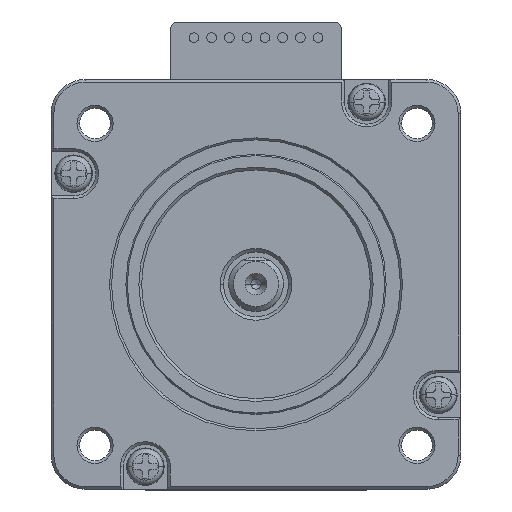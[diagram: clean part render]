
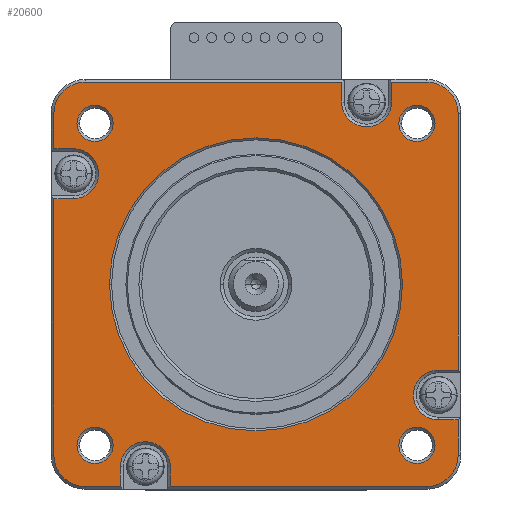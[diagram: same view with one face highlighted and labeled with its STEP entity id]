
A CAD part, top view. The second image highlights one B-rep face of the part: STEP entity #20600.
In plain terms, the highlighted planar face has unit normal (0, 0, 1).
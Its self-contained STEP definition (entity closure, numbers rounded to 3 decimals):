
#13850=CARTESIAN_POINT('',(26.7,-19.85,0.));
#13860=VERTEX_POINT('',#13850);
#13890=CARTESIAN_POINT('',(26.7,-16.2,0.));
#13900=DIRECTION('',(-0.,-0.,-1.));
#13910=DIRECTION('',(1.,0.,0.));
#13920=AXIS2_PLACEMENT_3D('',#13890,#13900,#13910);
#13930=CIRCLE('',#13920,3.65);
#13940=CARTESIAN_POINT('',(26.7,-12.55,0.));
#13950=VERTEX_POINT('',#13940);
#13960=EDGE_CURVE('',#13860,#13950,#13930,.T.);
#14240=CARTESIAN_POINT('',(29.6,-19.85,0.));
#14250=VERTEX_POINT('',#14240);
#14280=CARTESIAN_POINT('',(0.,-19.85,0.));
#14290=DIRECTION('',(1.,0.,-0.));
#14300=VECTOR('',#14290,1.);
#14310=LINE('',#14280,#14300);
#14320=EDGE_CURVE('',#13860,#14250,#14310,.T.);
#16620=CARTESIAN_POINT('',(29.6,-12.55,0.));
#16630=VERTEX_POINT('',#16620);
#16660=CARTESIAN_POINT('',(29.6,0.,0.));
#16670=DIRECTION('',(0.,1.,-0.));
#16680=VECTOR('',#16670,1.);
#16690=LINE('',#16660,#16680);
#16700=CARTESIAN_POINT('',(29.6,25.,
0.));
#16710=VERTEX_POINT('',#16700);
#16720=EDGE_CURVE('',#16630,#16710,#16690,.T.);
#17000=CARTESIAN_POINT('',(29.6,-25.,0.));
#17010=VERTEX_POINT('',#17000);
#17040=CARTESIAN_POINT('',(29.6,0.,0.));
#17050=DIRECTION('',(0.,1.,-0.));
#17060=VECTOR('',#17050,1.);
#17070=LINE('',#17040,#17060);
#17080=EDGE_CURVE('',#17010,#14250,#17070,.T.);
#17990=CARTESIAN_POINT('',(0.,-12.55,0.));
#18000=DIRECTION('',(-1.,0.,0.));
#18010=VECTOR('',#18000,1.);
#18020=LINE('',#17990,#18010);
#18030=EDGE_CURVE('',#16630,#13950,#18020,.T.);
#18160=CARTESIAN_POINT('',(-29.6,-29.6,0.));
#18170=DIRECTION('',(0.,0.,1.));
#18180=DIRECTION('',(1.,0.,-0.));
#18190=AXIS2_PLACEMENT_3D('',#18160,#18170,#18180);
#18200=PLANE('',#18190);
#18210=CARTESIAN_POINT('',(12.55,0.,0.));
#18220=DIRECTION('',(0.,-1.,-0.));
#18230=VECTOR('',#18220,1.);
#18240=LINE('',#18210,#18230);
#18250=CARTESIAN_POINT('',(12.55,29.6,0.));
#18260=VERTEX_POINT('',#18250);
#18270=CARTESIAN_POINT('',(12.55,26.7,0.));
#18280=VERTEX_POINT('',#18270);
#18290=EDGE_CURVE('',#18260,#18280,#18240,.T.);
#18300=ORIENTED_EDGE('',*,*,#18290,.F.);
#18310=CARTESIAN_POINT('',(16.2,26.7,0.));
#18320=DIRECTION('',(-0.,-0.,-1.));
#18330=DIRECTION('',(1.,0.,0.));
#18340=AXIS2_PLACEMENT_3D('',#18310,#18320,#18330);
#18350=CIRCLE('',#18340,3.65);
#18360=CARTESIAN_POINT('',(19.85,26.7,0.));
#18370=VERTEX_POINT('',#18360);
#18380=EDGE_CURVE('',#18370,#18280,#18350,.T.);
#18390=ORIENTED_EDGE('',*,*,#18380,.T.);
#18400=CARTESIAN_POINT('',(19.85,0.,-0.));
#18410=DIRECTION('',(0.,1.,-0.));
#18420=VECTOR('',#18410,1.);
#18430=LINE('',#18400,#18420);
#18440=CARTESIAN_POINT('',(19.85,29.6,0.));
#18450=VERTEX_POINT('',#18440);
#18460=EDGE_CURVE('',#18370,#18450,#18430,.T.);
#18470=ORIENTED_EDGE('',*,*,#18460,.F.);
#18480=CARTESIAN_POINT('',(0.,29.6,0.));
#18490=DIRECTION('',(-1.,-0.,-0.));
#18500=VECTOR('',#18490,1.);
#18510=LINE('',#18480,#18500);
#18520=CARTESIAN_POINT('',(25.,29.6,0.));
#18530=VERTEX_POINT('',#18520);
#18540=EDGE_CURVE('',#18530,#18450,#18510,.T.);
#18550=ORIENTED_EDGE('',*,*,#18540,.T.);
#18560=CARTESIAN_POINT('',(25.,25.,0.));
#18570=DIRECTION('',(-0.,-0.,1.));
#18580=DIRECTION('',(-1.,0.,-0.));
#18590=AXIS2_PLACEMENT_3D('',#18560,#18570,#18580);
#18600=CIRCLE('',#18590,4.6);
#18610=EDGE_CURVE('',#16710,#18530,#18600,.T.);
#18620=ORIENTED_EDGE('',*,*,#18610,.T.);
#18630=ORIENTED_EDGE('',*,*,#16720,.T.);
#18640=ORIENTED_EDGE('',*,*,#18030,.F.);
#18650=ORIENTED_EDGE('',*,*,#13960,.T.);
#18660=ORIENTED_EDGE('',*,*,#14320,.F.);
#18670=ORIENTED_EDGE('',*,*,#17080,.T.);
#18680=CARTESIAN_POINT('',(25.,-25.,0.));
#18690=DIRECTION('',(-0.,-0.,1.));
#18700=DIRECTION('',(-1.,0.,-0.));
#18710=AXIS2_PLACEMENT_3D('',#18680,#18690,#18700);
#18720=CIRCLE('',#18710,4.6);
#18730=CARTESIAN_POINT('',(25.,-29.6,0.));
#18740=VERTEX_POINT('',#18730);
#18750=EDGE_CURVE('',#18740,#17010,#18720,.T.);
#18760=ORIENTED_EDGE('',*,*,#18750,.T.);
#18770=CARTESIAN_POINT('',(0.,-29.6,0.));
#18780=DIRECTION('',(1.,-0.,-0.));
#18790=VECTOR('',#18780,1.);
#18800=LINE('',#18770,#18790);
#18810=CARTESIAN_POINT('',(-12.55,-29.6,0.));
#18820=VERTEX_POINT('',#18810);
#18830=EDGE_CURVE('',#18820,#18740,#18800,.T.);
#18840=ORIENTED_EDGE('',*,*,#18830,.T.);
#18850=CARTESIAN_POINT('',(-12.55,0.,0.));
#18860=DIRECTION('',(0.,1.,-0.));
#18870=VECTOR('',#18860,1.);
#18880=LINE('',#18850,#18870);
#18890=CARTESIAN_POINT('',(-12.55,-26.7,
0.));
#18900=VERTEX_POINT('',#18890);
#18910=EDGE_CURVE('',#18820,#18900,#18880,.T.);
#18920=ORIENTED_EDGE('',*,*,#18910,.F.);
#18930=CARTESIAN_POINT('',(-16.2,-26.7,0.));
#18940=DIRECTION('',(-0.,-0.,-1.));
#18950=DIRECTION('',(1.,0.,0.));
#18960=AXIS2_PLACEMENT_3D('',#18930,#18940,#18950);
#18970=CIRCLE('',#18960,3.65);
#18980=CARTESIAN_POINT('',(-19.85,-26.7,0.));
#18990=VERTEX_POINT('',#18980);
#19000=EDGE_CURVE('',#18990,#18900,#18970,.T.);
#19010=ORIENTED_EDGE('',*,*,#19000,.T.);
#19020=CARTESIAN_POINT('',(-19.85,0.,0.));
#19030=DIRECTION('',(0.,-1.,-0.));
#19040=VECTOR('',#19030,1.);
#19050=LINE('',#19020,#19040);
#19060=CARTESIAN_POINT('',(-19.85,-29.6,0.));
#19070=VERTEX_POINT('',#19060);
#19080=EDGE_CURVE('',#18990,#19070,#19050,.T.);
#19090=ORIENTED_EDGE('',*,*,#19080,.F.);
#19100=CARTESIAN_POINT('',(0.,-29.6,0.));
#19110=DIRECTION('',(1.,-0.,-0.));
#19120=VECTOR('',#19110,1.);
#19130=LINE('',#19100,#19120);
#19140=CARTESIAN_POINT('',(-25.,-29.6,0.));
#19150=VERTEX_POINT('',#19140);
#19160=EDGE_CURVE('',#19150,#19070,#19130,.T.);
#19170=ORIENTED_EDGE('',*,*,#19160,.T.);
#19180=CARTESIAN_POINT('',(-25.,-25.,0.));
#19190=DIRECTION('',(-0.,-0.,1.));
#19200=DIRECTION('',(-1.,0.,-0.));
#19210=AXIS2_PLACEMENT_3D('',#19180,#19190,#19200);
#19220=CIRCLE('',#19210,4.6);
#19230=CARTESIAN_POINT('',(-29.6,-25.,0.));
#19240=VERTEX_POINT('',#19230);
#19250=EDGE_CURVE('',#19240,#19150,#19220,.T.);
#19260=ORIENTED_EDGE('',*,*,#19250,.T.);
#19270=CARTESIAN_POINT('',(-29.6,0.,0.));
#19280=DIRECTION('',(0.,-1.,-0.));
#19290=VECTOR('',#19280,1.);
#19300=LINE('',#19270,#19290);
#19310=CARTESIAN_POINT('',(-29.6,12.55,0.));
#19320=VERTEX_POINT('',#19310);
#19330=EDGE_CURVE('',#19320,#19240,#19300,.T.);
#19340=ORIENTED_EDGE('',*,*,#19330,.T.);
#19350=CARTESIAN_POINT('',(0.,12.55,-0.));
#19360=DIRECTION('',(1.,-0.,-0.));
#19370=VECTOR('',#19360,1.);
#19380=LINE('',#19350,#19370);
#19390=CARTESIAN_POINT('',(-26.7,12.55,0.))
;
#19400=VERTEX_POINT('',#19390);
#19410=EDGE_CURVE('',#19320,#19400,#19380,.T.);
#19420=ORIENTED_EDGE('',*,*,#19410,.F.);
#19430=CARTESIAN_POINT('',(-26.7,16.2,0.));
#19440=DIRECTION('',(-0.,-0.,-1.));
#19450=DIRECTION('',(1.,0.,0.));
#19460=AXIS2_PLACEMENT_3D('',#19430,#19440,#19450);
#19470=CIRCLE('',#19460,3.65);
#19480=CARTESIAN_POINT('',(-26.7,19.85,0.));
#19490=VERTEX_POINT('',#19480);
#19500=EDGE_CURVE('',#19490,#19400,#19470,.T.);
#19510=ORIENTED_EDGE('',*,*,#19500,.T.);
#19520=CARTESIAN_POINT('',(0.,19.85,0.));
#19530=DIRECTION('',(-1.,-0.,-0.));
#19540=VECTOR('',#19530,1.);
#19550=LINE('',#19520,#19540);
#19560=CARTESIAN_POINT('',(-29.6,19.85,0.));
#19570=VERTEX_POINT('',#19560);
#19580=EDGE_CURVE('',#19490,#19570,#19550,.T.);
#19590=ORIENTED_EDGE('',*,*,#19580,.F.);
#19600=CARTESIAN_POINT('',(-29.6,0.,0.));
#19610=DIRECTION('',(0.,-1.,-0.));
#19620=VECTOR('',#19610,1.);
#19630=LINE('',#19600,#19620);
#19640=CARTESIAN_POINT('',(-29.6,25.,0.));
#19650=VERTEX_POINT('',#19640);
#19660=EDGE_CURVE('',#19650,#19570,#19630,.T.);
#19670=ORIENTED_EDGE('',*,*,#19660,.T.);
#19680=CARTESIAN_POINT('',(-25.,25.,0.));
#19690=DIRECTION('',(-0.,-0.,1.));
#19700=DIRECTION('',(-1.,0.,-0.));
#19710=AXIS2_PLACEMENT_3D('',#19680,#19690,#19700);
#19720=CIRCLE('',#19710,4.6);
#19730=CARTESIAN_POINT('',(-25.,29.6,0.));
#19740=VERTEX_POINT('',#19730);
#19750=EDGE_CURVE('',#19740,#19650,#19720,.T.);
#19760=ORIENTED_EDGE('',*,*,#19750,.T.);
#19770=CARTESIAN_POINT('',(0.,29.6,0.));
#19780=DIRECTION('',(-1.,-0.,-0.));
#19790=VECTOR('',#19780,1.);
#19800=LINE('',#19770,#19790);
#19810=EDGE_CURVE('',#18260,#19740,#19800,.T.);
#19820=ORIENTED_EDGE('',*,*,#19810,.T.);
#19830=EDGE_LOOP('',(#19820,#19760,#19670,#19590,#19510,#19420,#19340,
#19260,#19170,#19090,#19010,#18920,#18840,#18760,#18670,#18660,#18650,
#18640,#18630,#18620,#18550,#18470,#18390,#18300));
#19840=FACE_OUTER_BOUND('',#19830,.T.);
#19850=CARTESIAN_POINT('',(0.,0.,
0.));
#19860=DIRECTION('',(-0.,-0.,-1.));
#19870=DIRECTION('',(1.,0.,0.));
#19880=AXIS2_PLACEMENT_3D('',#19850,#19860,#19870);
#19890=CIRCLE('',#19880,21.45);
#19900=CARTESIAN_POINT('',(-21.45,0.,0.));
#19910=VERTEX_POINT('',#19900);
#19920=CARTESIAN_POINT('',(21.45,0.,
0.));
#19930=VERTEX_POINT('',#19920);
#19940=EDGE_CURVE('',#19910,#19930,#19890,.T.);
#19950=ORIENTED_EDGE('',*,*,#19940,.T.);
#19960=EDGE_CURVE('',#19930,#19910,#19890,.T.);
#19970=ORIENTED_EDGE('',*,*,#19960,.T.);
#19980=EDGE_LOOP('',(#19970,#19950));
#19990=FACE_BOUND('',#19980,.T.);
#20000=CARTESIAN_POINT('',(-23.57,-23.57,0.));
#20010=DIRECTION('',(-0.,-0.,-1.));
#20020=DIRECTION('',(1.,0.,0.));
#20030=AXIS2_PLACEMENT_3D('',#20000,#20010,#20020);
#20040=CIRCLE('',#20030,2.65);
#20050=CARTESIAN_POINT('',(-26.22,-23.57,0.));
#20060=VERTEX_POINT('',#20050);
#20070=CARTESIAN_POINT('',(-20.92,-23.57,0.));
#20080=VERTEX_POINT('',#20070);
#20090=EDGE_CURVE('',#20060,#20080,#20040,.T.);
#20100=ORIENTED_EDGE('',*,*,#20090,.T.);
#20110=EDGE_CURVE('',#20080,#20060,#20040,.T.);
#20120=ORIENTED_EDGE('',*,*,#20110,.T.);
#20130=EDGE_LOOP('',(#20120,#20100));
#20140=FACE_BOUND('',#20130,.T.);
#20150=CARTESIAN_POINT('',(23.57,-23.57,0.));
#20160=DIRECTION('',(-0.,-0.,-1.));
#20170=DIRECTION('',(1.,0.,0.));
#20180=AXIS2_PLACEMENT_3D('',#20150,#20160,#20170);
#20190=CIRCLE('',#20180,2.65);
#20200=CARTESIAN_POINT('',(26.22,-23.57,0.));
#20210=VERTEX_POINT('',#20200);
#20220=CARTESIAN_POINT('',(20.92,-23.57,0.));
#20230=VERTEX_POINT('',#20220);
#20240=EDGE_CURVE('',#20210,#20230,#20190,.T.);
#20250=ORIENTED_EDGE('',*,*,#20240,.T.);
#20260=EDGE_CURVE('',#20230,#20210,#20190,.T.);
#20270=ORIENTED_EDGE('',*,*,#20260,.T.);
#20280=EDGE_LOOP('',(#20270,#20250));
#20290=FACE_BOUND('',#20280,.T.);
#20300=CARTESIAN_POINT('',(23.57,23.57,0.));
#20310=DIRECTION('',(-0.,-0.,-1.));
#20320=DIRECTION('',(1.,0.,0.));
#20330=AXIS2_PLACEMENT_3D('',#20300,#20310,#20320);
#20340=CIRCLE('',#20330,2.65);
#20350=CARTESIAN_POINT('',(20.92,23.57,0.));
#20360=VERTEX_POINT('',#20350);
#20370=CARTESIAN_POINT('',(26.22,23.57,0.));
#20380=VERTEX_POINT('',#20370);
#20390=EDGE_CURVE('',#20360,#20380,#20340,.T.);
#20400=ORIENTED_EDGE('',*,*,#20390,.T.);
#20410=EDGE_CURVE('',#20380,#20360,#20340,.T.);
#20420=ORIENTED_EDGE('',*,*,#20410,.T.);
#20430=EDGE_LOOP('',(#20420,#20400));
#20440=FACE_BOUND('',#20430,.T.);
#20450=CARTESIAN_POINT('',(-23.57,23.57,0.));
#20460=DIRECTION('',(-0.,-0.,-1.));
#20470=DIRECTION('',(1.,0.,0.));
#20480=AXIS2_PLACEMENT_3D('',#20450,#20460,#20470);
#20490=CIRCLE('',#20480,2.65);
#20500=CARTESIAN_POINT('',(-26.22,23.57,0.));
#20510=VERTEX_POINT('',#20500);
#20520=CARTESIAN_POINT('',(-20.92,23.57,0.));
#20530=VERTEX_POINT('',#20520);
#20540=EDGE_CURVE('',#20510,#20530,#20490,.T.);
#20550=ORIENTED_EDGE('',*,*,#20540,.T.);
#20560=EDGE_CURVE('',#20530,#20510,#20490,.T.);
#20570=ORIENTED_EDGE('',*,*,#20560,.T.);
#20580=EDGE_LOOP('',(#20570,#20550));
#20590=FACE_BOUND('',#20580,.T.);
#20600=ADVANCED_FACE('',(#19840,#19990,#20140,#20290,#20440,#20590),
#18200,.T.);
